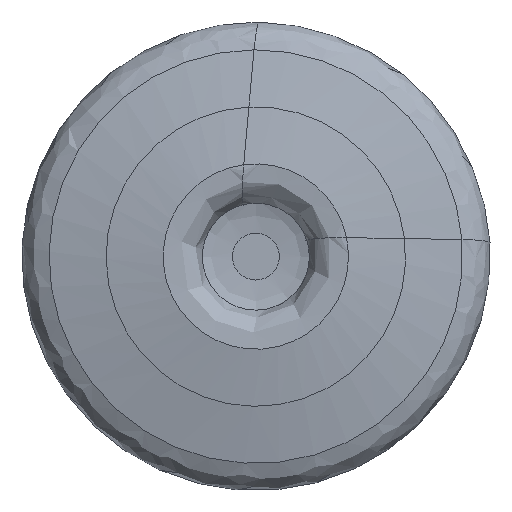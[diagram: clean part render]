
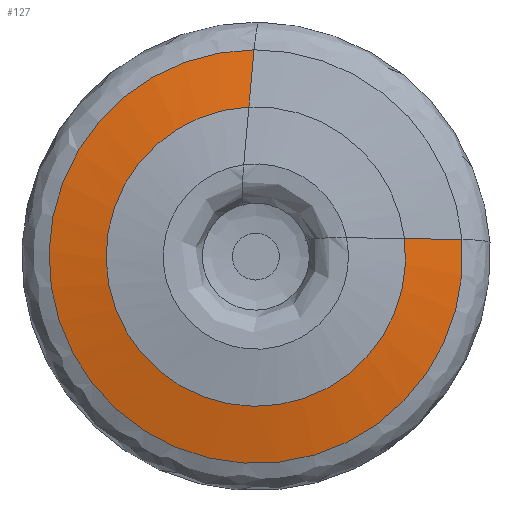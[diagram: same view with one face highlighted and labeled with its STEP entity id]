
A CAD part, left-side view. The second image highlights one B-rep face of the part: STEP entity #127.
In plain terms, the highlighted free-form (B-spline) face has degree [1, 3] with [2, 7] control points.
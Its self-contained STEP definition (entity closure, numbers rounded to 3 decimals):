
#127=ADVANCED_FACE('',(#198),#173,.F.);
#173=(
BOUNDED_SURFACE()
B_SPLINE_SURFACE(1,3,((#1086,#1087,#1088,#1089,#1090,#1091,#1092),(#1093,
#1094,#1095,#1096,#1097,#1098,#1099)),.UNSPECIFIED.,.F.,.F.,.F.)
B_SPLINE_SURFACE_WITH_KNOTS((2,2),(4,3,4),(0.,1.),(0.,0.5,1.),
 .UNSPECIFIED.)
GEOMETRIC_REPRESENTATION_ITEM()
RATIONAL_B_SPLINE_SURFACE(((1.,0.577,0.577,1.,0.577,
0.577,1.),(1.,0.577,0.577,1.,0.577,
0.577,1.)))
REPRESENTATION_ITEM('')
SURFACE()
);
#198=FACE_OUTER_BOUND('',#224,.T.);
#224=EDGE_LOOP('',(#373,#374,#375,#376));
#297=CIRCLE('',#635,6.385);
#298=CIRCLE('',#636,8.818);
#373=ORIENTED_EDGE('',*,*,#546,.F.);
#374=ORIENTED_EDGE('',*,*,#547,.T.);
#375=ORIENTED_EDGE('',*,*,#543,.T.);
#376=ORIENTED_EDGE('',*,*,#548,.T.);
#489=VERTEX_POINT('',#1063);
#490=VERTEX_POINT('',#1064);
#491=VERTEX_POINT('',#1082);
#492=VERTEX_POINT('',#1083);
#543=EDGE_CURVE('',#489,#490,#297,.T.);
#546=EDGE_CURVE('',#491,#492,#298,.T.);
#547=EDGE_CURVE('',#491,#489,#597,.T.);
#548=EDGE_CURVE('',#490,#492,#598,.T.);
#597=LINE('',#1084,#613);
#598=LINE('',#1085,#614);
#613=VECTOR('',#742,1.);
#614=VECTOR('',#743,1.);
#635=AXIS2_PLACEMENT_3D('',#1062,#736,#737);
#636=AXIS2_PLACEMENT_3D('',#1081,#740,#741);
#736=DIRECTION('',(1.,0.,0.));
#737=DIRECTION('',(0.,-0.993,0.121));
#740=DIRECTION('',(1.,0.,0.));
#741=DIRECTION('',(0.,-0.997,0.082));
#742=DIRECTION('',(-0.199,0.98,0.017));
#743=DIRECTION('',(0.199,-0.09,0.976));
#1062=CARTESIAN_POINT('',(0.41,0.,0.));
#1063=CARTESIAN_POINT('',(0.41,-6.338,0.771));
#1064=CARTESIAN_POINT('',(0.41,0.3,6.378));
#1081=CARTESIAN_POINT('',(0.907,0.,0.));
#1082=CARTESIAN_POINT('',(0.907,-8.788,0.727));
#1083=CARTESIAN_POINT('',(0.907,0.075,8.817));
#1084=CARTESIAN_POINT('',(0.41,-6.338,0.771));
#1085=CARTESIAN_POINT('',(0.41,0.3,6.378));
#1086=CARTESIAN_POINT('',(0.41,-6.338,0.771));
#1087=CARTESIAN_POINT('',(0.41,-7.167,-6.045));
#1088=CARTESIAN_POINT('',(0.41,-1.125,-9.308));
#1089=CARTESIAN_POINT('',(0.41,4.12,-4.877));
#1090=CARTESIAN_POINT('',(0.41,9.365,-0.447));
#1091=CARTESIAN_POINT('',(0.41,7.158,6.055));
#1092=CARTESIAN_POINT('',(0.41,0.3,6.378));
#1093=CARTESIAN_POINT('',(0.907,-8.788,0.727));
#1094=CARTESIAN_POINT('',(0.907,-9.57,-8.723));
#1095=CARTESIAN_POINT('',(0.907,-1.059,-12.906));
#1096=CARTESIAN_POINT('',(0.907,5.945,-6.512));
#1097=CARTESIAN_POINT('',(0.907,12.949,-0.119));
#1098=CARTESIAN_POINT('',(0.907,9.558,8.737));
#1099=CARTESIAN_POINT('',(0.907,0.075,8.817));
